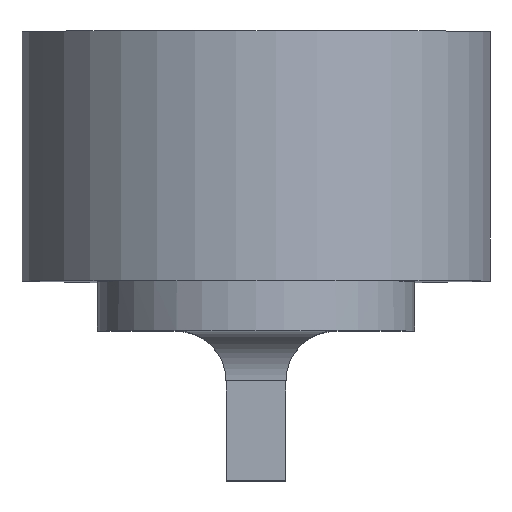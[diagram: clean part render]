
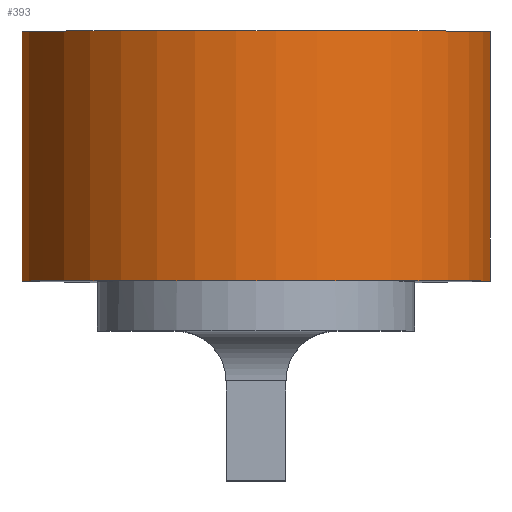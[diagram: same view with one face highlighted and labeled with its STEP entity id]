
A CAD part, top view. The second image highlights one B-rep face of the part: STEP entity #393.
In plain terms, the highlighted cylindrical face has radius 4.7 mm (diameter 9.4 mm), a partial arc.
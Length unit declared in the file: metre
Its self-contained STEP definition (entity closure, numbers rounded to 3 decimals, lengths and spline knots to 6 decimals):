
#24=CYLINDRICAL_SURFACE('',#434,0.0047);
#36=LINE('',#608,#68);
#37=LINE('',#612,#69);
#68=VECTOR('',#491,1.);
#69=VECTOR('',#494,1.);
#103=ORIENTED_EDGE('',*,*,#217,.T.);
#104=ORIENTED_EDGE('',*,*,#218,.F.);
#105=ORIENTED_EDGE('',*,*,#219,.F.);
#106=ORIENTED_EDGE('',*,*,#220,.T.);
#217=EDGE_CURVE('',#274,#275,#308,.T.);
#218=EDGE_CURVE('',#276,#275,#36,.T.);
#219=EDGE_CURVE('',#277,#276,#309,.T.);
#220=EDGE_CURVE('',#277,#274,#37,.T.);
#274=VERTEX_POINT('',#606);
#275=VERTEX_POINT('',#607);
#276=VERTEX_POINT('',#609);
#277=VERTEX_POINT('',#611);
#308=CIRCLE('',#435,0.0047);
#309=CIRCLE('',#436,0.0047);
#321=EDGE_LOOP('',(#103,#104,#105,#106));
#349=FACE_BOUND('',#321,.T.);
#393=ADVANCED_FACE('',(#349),#24,.T.);
#434=AXIS2_PLACEMENT_3D('',#604,#487,#488);
#435=AXIS2_PLACEMENT_3D('',#605,#489,#490);
#436=AXIS2_PLACEMENT_3D('',#610,#492,#493);
#487=DIRECTION('',(0.,-1.,0.));
#488=DIRECTION('',(0.,0.,-1.));
#489=DIRECTION('',(0.,1.,0.));
#490=DIRECTION('',(0.,0.,1.));
#491=DIRECTION('',(0.,-1.,0.));
#492=DIRECTION('',(0.,1.,0.));
#493=DIRECTION('',(0.,0.,1.));
#494=DIRECTION('',(0.,-1.,0.));
#604=CARTESIAN_POINT('',(0.,0.0091,0.));
#605=CARTESIAN_POINT('',(0.,0.0041,0.));
#606=CARTESIAN_POINT('',(-0.004682,0.0041,-0.000407));
#607=CARTESIAN_POINT('',(0.004682,0.0041,-0.000407));
#608=CARTESIAN_POINT('',(0.004682,0.0091,-0.000407));
#609=CARTESIAN_POINT('',(0.004682,0.0091,-0.000407));
#610=CARTESIAN_POINT('',(0.,0.0091,0.));
#611=CARTESIAN_POINT('',(-0.004682,0.0091,-0.000407));
#612=CARTESIAN_POINT('',(-0.004682,0.0091,-0.000407));
